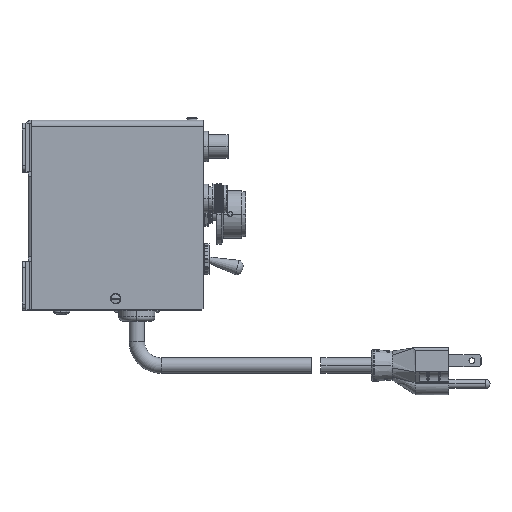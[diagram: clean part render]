
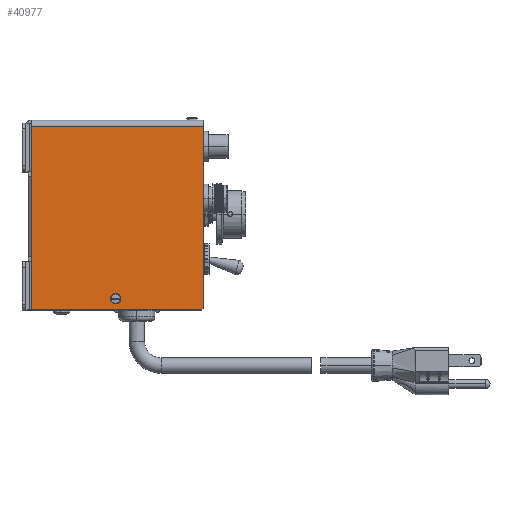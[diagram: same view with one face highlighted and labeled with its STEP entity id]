
A CAD part, top view. The second image highlights one B-rep face of the part: STEP entity #40977.
In plain terms, the highlighted face is planar.
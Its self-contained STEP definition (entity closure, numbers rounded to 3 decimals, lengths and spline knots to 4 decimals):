
#28536 = EDGE_CURVE ( 'NONE', #58741, #58766, #31159, .T. ) ;
#30797 = ORIENTED_EDGE ( 'NONE', *, *, #51304, .T. ) ;
#30815 = ORIENTED_EDGE ( 'NONE', *, *, #50692, .T. ) ;
#30819 = ORIENTED_EDGE ( 'NONE', *, *, #51298, .T. ) ;
#30821 = ORIENTED_EDGE ( 'NONE', *, *, #51277, .T. ) ;
#30829 = ORIENTED_EDGE ( 'NONE', *, *, #28536, .T. ) ;
#30850 = ORIENTED_EDGE ( 'NONE', *, *, #51283, .F. ) ;
#30956 = ORIENTED_EDGE ( 'NONE', *, *, #51305, .T. ) ;
#31159 = LINE ( 'NONE', #32212, #31171 ) ;
#31171 = VECTOR ( 'NONE', #32220, 39.3701 ) ;
#31795 = FACE_OUTER_BOUND ( 'NONE', #56244, .T. ) ;
#31798 = FACE_BOUND ( 'NONE', #57514, .T. ) ;
#32212 = CARTESIAN_POINT ( 'NONE',  ( -0.0625, -3.86, 0. ) ) ;
#32220 = DIRECTION ( 'NONE',  ( 0., 0., 1. ) ) ;
#35093 = AXIS2_PLACEMENT_3D ( 'NONE', #39019, #39028, #39029 ) ;
#35978 = AXIS2_PLACEMENT_3D ( 'NONE', #51130, #51132, #51134 ) ;
#36080 = AXIS2_PLACEMENT_3D ( 'NONE', #52769, #52771, #52773 ) ;
#39019 = CARTESIAN_POINT ( 'NONE',  ( -0.0625, 0., -3.563 ) ) ;
#39023 = PLANE ( 'NONE',  #35093 ) ;
#39028 = DIRECTION ( 'NONE',  ( 1., 0., 0. ) ) ;
#39029 = DIRECTION ( 'NONE',  ( 0., 1., 0. ) ) ;
#40977 = ADVANCED_FACE ( 'NONE', ( #31795, #31798 ), #39023, .F. ) ;
#42572 = CIRCLE ( 'NONE', #35978, 0.075 ) ;
#50692 = EDGE_CURVE ( 'NONE', #58746, #58698, #42572, .T. ) ;
#51130 = CARTESIAN_POINT ( 'NONE',  ( -0.0625, -3.627, -1.813 ) ) ;
#51132 = DIRECTION ( 'NONE',  ( 1., 0., 0. ) ) ;
#51134 = DIRECTION ( 'NONE',  ( 0., 1., 0. ) ) ;
#51277 = EDGE_CURVE ( 'NONE', #58705, #58741, #54291, .T. ) ;
#51283 = EDGE_CURVE ( 'NONE', #58705, #58726, #54297, .T. ) ;
#51298 = EDGE_CURVE ( 'NONE', #58766, #58727, #54310, .T. ) ;
#51304 = EDGE_CURVE ( 'NONE', #58698, #58746, #54311, .T. ) ;
#51305 = EDGE_CURVE ( 'NONE', #58727, #58726, #54318, .T. ) ;
#52669 = CARTESIAN_POINT ( 'NONE',  ( -0.0625, -3.86, -3.563 ) ) ;
#52685 = DIRECTION ( 'NONE',  ( 0., -1., 0. ) ) ;
#52689 = CARTESIAN_POINT ( 'NONE',  ( -0.0625, -0.0625, -3.563 ) ) ;
#52699 = DIRECTION ( 'NONE',  ( 0., 0., 1. ) ) ;
#52741 = CARTESIAN_POINT ( 'NONE',  ( -0.0625, -3.82, 0. ) ) ;
#52752 = DIRECTION ( 'NONE',  ( 0., 0.707, 0.707 ) ) ;
#52756 = DIRECTION ( 'NONE',  ( 0., 1., 0. ) ) ;
#52764 = CARTESIAN_POINT ( 'NONE',  ( -0.0625, 0., 0. ) ) ;
#52769 = CARTESIAN_POINT ( 'NONE',  ( -0.0625, -3.627, -1.813 ) ) ;
#52771 = DIRECTION ( 'NONE',  ( 1., 0., 0. ) ) ;
#52773 = DIRECTION ( 'NONE',  ( 0., 1., 0. ) ) ;
#54291 = LINE ( 'NONE', #52669, #54296 ) ;
#54296 = VECTOR ( 'NONE', #52685, 39.3701 ) ;
#54297 = LINE ( 'NONE', #52689, #54301 ) ;
#54301 = VECTOR ( 'NONE', #52699, 39.3701 ) ;
#54310 = LINE ( 'NONE', #52741, #54314 ) ;
#54311 = CIRCLE ( 'NONE', #36080, 0.075 ) ;
#54314 = VECTOR ( 'NONE', #52752, 39.3701 ) ;
#54318 = LINE ( 'NONE', #52764, #54320 ) ;
#54320 = VECTOR ( 'NONE', #52756, 39.3701 ) ;
#56244 = EDGE_LOOP ( 'NONE', ( #30829, #30819, #30956, #30850, #30821 ) ) ;
#57514 = EDGE_LOOP ( 'NONE', ( #30815, #30797 ) ) ;
#58698 = VERTEX_POINT ( 'NONE', #84890 ) ;
#58705 = VERTEX_POINT ( 'NONE', #84897 ) ;
#58726 = VERTEX_POINT ( 'NONE', #84918 ) ;
#58727 = VERTEX_POINT ( 'NONE', #84919 ) ;
#58741 = VERTEX_POINT ( 'NONE', #84933 ) ;
#58746 = VERTEX_POINT ( 'NONE', #84938 ) ;
#58766 = VERTEX_POINT ( 'NONE', #84958 ) ;
#84890 = CARTESIAN_POINT ( 'NONE',  ( -0.0625, -3.552, -1.813 ) ) ;
#84897 = CARTESIAN_POINT ( 'NONE',  ( -0.0625, -0.0625, -3.563 ) ) ;
#84918 = CARTESIAN_POINT ( 'NONE',  ( -0.0625, -0.0625, 0. ) ) ;
#84919 = CARTESIAN_POINT ( 'NONE',  ( -0.0625, -3.82, 0. ) ) ;
#84933 = CARTESIAN_POINT ( 'NONE',  ( -0.0625, -3.86, -3.563 ) ) ;
#84938 = CARTESIAN_POINT ( 'NONE',  ( -0.0625, -3.702, -1.813 ) ) ;
#84958 = CARTESIAN_POINT ( 'NONE',  ( -0.0625, -3.86, -0.04 ) ) ;
